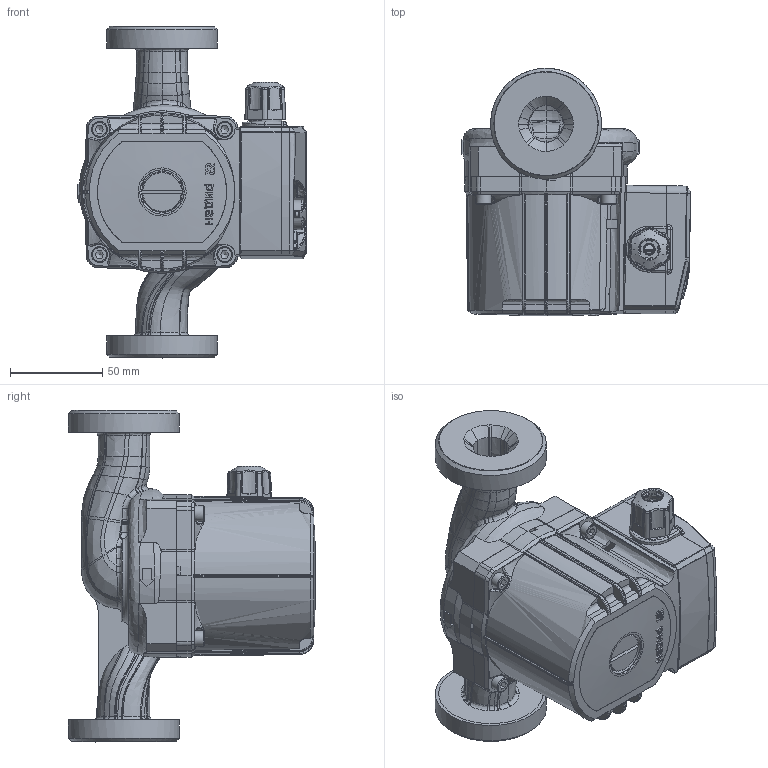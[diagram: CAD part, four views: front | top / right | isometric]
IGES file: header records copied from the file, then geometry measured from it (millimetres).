
Global section: file name: 015P1211 (RWS 32-60S); native system: AutoCAD 2021 — Русский (Russian),62HAutod; preprocessor: esk Translation Framework DWG producer (atf_dwg_producer); organization: unknown; date: 20240829.222658; units: millimetre
Bounding box: 124.14 x 133.95 x 180 mm (x, y, z)
Volume: 332086.2 mm3; surface area: 217771 mm2
Topology: 36 solids, 36 shells, 4119 faces, 11508 edges, 7602 vertices
Faces by surface type: bspline 4099, revolution 20
